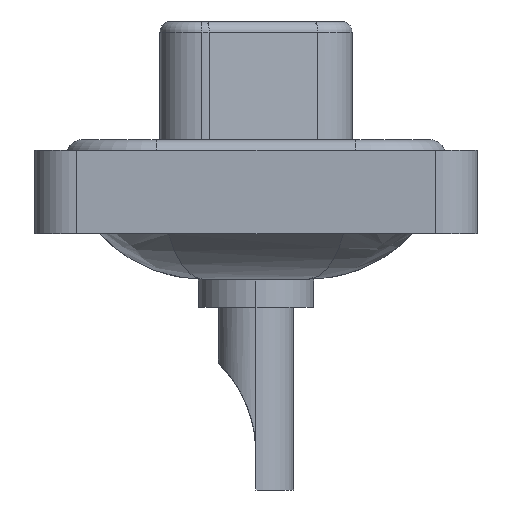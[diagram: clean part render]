
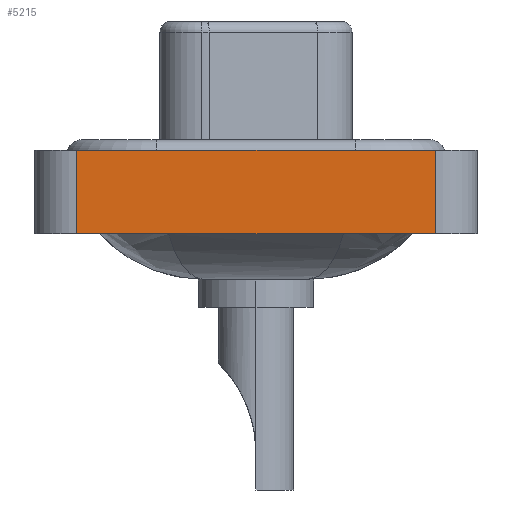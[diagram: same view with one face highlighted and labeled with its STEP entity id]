
A CAD part, left-side view. The second image highlights one B-rep face of the part: STEP entity #5215.
In plain terms, the highlighted planar face has unit normal (-1, 0, 0).
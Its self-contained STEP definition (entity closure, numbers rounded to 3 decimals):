
#639 = VECTOR ( 'NONE', #8454, 1000. ) ;
#2082 = EDGE_CURVE ( 'NONE', #8987, #5090, #13868, .T. ) ;
#2218 = CARTESIAN_POINT ( 'NONE',  ( -7.35, 8.55, -3.6 ) ) ;
#2865 = EDGE_LOOP ( 'NONE', ( #11780, #11978, #14412, #7989 ) ) ;
#2866 = DIRECTION ( 'NONE',  ( -1., 0., 0. ) ) ;
#3240 = AXIS2_PLACEMENT_3D ( 'NONE', #15810, #2866, #14311 ) ;
#4544 = VECTOR ( 'NONE', #12475, 1000. ) ;
#5090 = VERTEX_POINT ( 'NONE', #8174 ) ;
#5201 = VECTOR ( 'NONE', #15386, 1000. ) ;
#5215 = ADVANCED_FACE ( 'NONE', ( #9859 ), #15633, .T. ) ;
#5605 = CARTESIAN_POINT ( 'NONE',  ( -7.35, -8.55, -3.6 ) ) ;
#5820 = CARTESIAN_POINT ( 'NONE',  ( -7.35, -8.55, -3.6 ) ) ;
#6954 = LINE ( 'NONE', #5820, #15303 ) ;
#7989 = ORIENTED_EDGE ( 'NONE', *, *, #14824, .T. ) ;
#8123 = CARTESIAN_POINT ( 'NONE',  ( -7.35, -8.55, -3.6 ) ) ;
#8174 = CARTESIAN_POINT ( 'NONE',  ( -7.35, 8.55, 0.4 ) ) ;
#8454 = DIRECTION ( 'NONE',  ( 0., -1., 0. ) ) ;
#8987 = VERTEX_POINT ( 'NONE', #9502 ) ;
#9502 = CARTESIAN_POINT ( 'NONE',  ( -7.35, 8.55, -3.6 ) ) ;
#9615 = EDGE_CURVE ( 'NONE', #5090, #14805, #15429, .T. ) ;
#9859 = FACE_OUTER_BOUND ( 'NONE', #2865, .T. ) ;
#11729 = VERTEX_POINT ( 'NONE', #5605 ) ;
#11780 = ORIENTED_EDGE ( 'NONE', *, *, #17691, .T. ) ;
#11978 = ORIENTED_EDGE ( 'NONE', *, *, #9615, .F. ) ;
#12475 = DIRECTION ( 'NONE',  ( 0., 0., 1. ) ) ;
#13868 = LINE ( 'NONE', #2218, #4544 ) ;
#14289 = DIRECTION ( 'NONE',  ( 0., 0., 1. ) ) ;
#14311 = DIRECTION ( 'NONE',  ( 0., 0., 1. ) ) ;
#14397 = CARTESIAN_POINT ( 'NONE',  ( -7.35, -8.55, 0.4 ) ) ;
#14412 = ORIENTED_EDGE ( 'NONE', *, *, #2082, .F. ) ;
#14805 = VERTEX_POINT ( 'NONE', #16695 ) ;
#14824 = EDGE_CURVE ( 'NONE', #8987, #11729, #18172, .T. ) ;
#15303 = VECTOR ( 'NONE', #14289, 1000. ) ;
#15386 = DIRECTION ( 'NONE',  ( 0., -1., 0. ) ) ;
#15429 = LINE ( 'NONE', #14397, #639 ) ;
#15633 = PLANE ( 'NONE',  #3240 ) ;
#15810 = CARTESIAN_POINT ( 'NONE',  ( -7.35, -8.55, -3.6 ) ) ;
#16695 = CARTESIAN_POINT ( 'NONE',  ( -7.35, -8.55, 0.4 ) ) ;
#17691 = EDGE_CURVE ( 'NONE', #11729, #14805, #6954, .T. ) ;
#18172 = LINE ( 'NONE', #8123, #5201 ) ;
